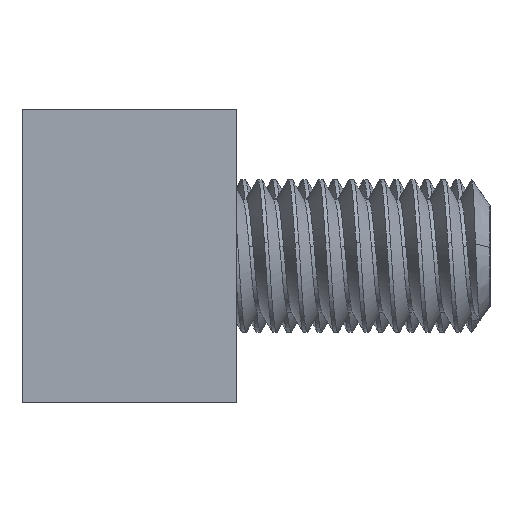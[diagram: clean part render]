
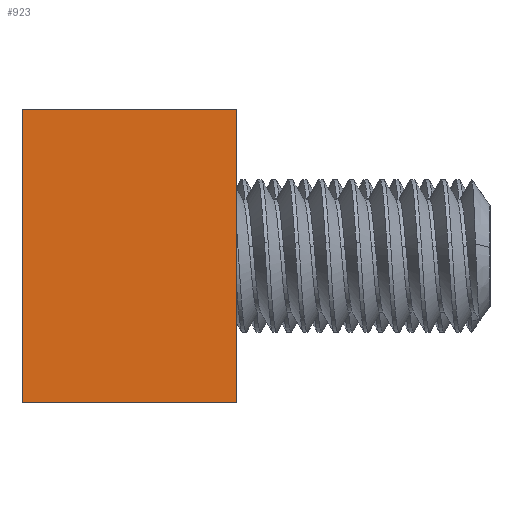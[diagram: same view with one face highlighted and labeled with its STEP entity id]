
A CAD part, left-side view. The second image highlights one B-rep face of the part: STEP entity #923.
In plain terms, the highlighted planar face has unit normal (-1, 0, 0).
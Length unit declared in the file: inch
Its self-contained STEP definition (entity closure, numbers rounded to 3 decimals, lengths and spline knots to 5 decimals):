
#3 = CARTESIAN_POINT ( 'NONE',  ( 0., -0.175, -0.23996 ) ) ;
#69 = DIRECTION ( 'NONE',  ( -1., 0., 0. ) ) ;
#165 = LINE ( 'NONE', #519, #1667 ) ;
#227 = DIRECTION ( 'NONE',  ( 0., 1., 0. ) ) ;
#307 = CARTESIAN_POINT ( 'NONE',  ( 0., 0.175, 0.23996 ) ) ;
#492 = VERTEX_POINT ( 'NONE', #2003 ) ;
#493 = EDGE_LOOP ( 'NONE', ( #1075, #1981, #2321, #2771 ) ) ;
#519 = CARTESIAN_POINT ( 'NONE',  ( 0., -0.175, -0.23996 ) ) ;
#690 = LINE ( 'NONE', #986, #2982 ) ;
#923 = ADVANCED_FACE ( 'NONE', ( #1776 ), #3349, .T. ) ;
#986 = CARTESIAN_POINT ( 'NONE',  ( 0., -0.175, 0.23996 ) ) ;
#1075 = ORIENTED_EDGE ( 'NONE', *, *, #2783, .T. ) ;
#1096 = CARTESIAN_POINT ( 'NONE',  ( 0., -0.175, 0.23996 ) ) ;
#1240 = VERTEX_POINT ( 'NONE', #3 ) ;
#1251 = VECTOR ( 'NONE', #227, 39.37008 ) ;
#1279 = DIRECTION ( 'NONE',  ( 0., 0., -1. ) ) ;
#1574 = EDGE_CURVE ( 'NONE', #1240, #2581, #165, .T. ) ;
#1667 = VECTOR ( 'NONE', #1994, 39.37008 ) ;
#1776 = FACE_OUTER_BOUND ( 'NONE', #493, .T. ) ;
#1981 = ORIENTED_EDGE ( 'NONE', *, *, #2964, .T. ) ;
#1994 = DIRECTION ( 'NONE',  ( 0., 1., 0. ) ) ;
#2003 = CARTESIAN_POINT ( 'NONE',  ( 0., 0.175, 0.23996 ) ) ;
#2100 = DIRECTION ( 'NONE',  ( 0., 0., -1. ) ) ;
#2157 = DIRECTION ( 'NONE',  ( 0., 0., 1. ) ) ;
#2161 = AXIS2_PLACEMENT_3D ( 'NONE', #3653, #69, #2157 ) ;
#2221 = CARTESIAN_POINT ( 'NONE',  ( 0., 0.175, -0.23996 ) ) ;
#2321 = ORIENTED_EDGE ( 'NONE', *, *, #1574, .F. ) ;
#2554 = LINE ( 'NONE', #307, #3346 ) ;
#2581 = VERTEX_POINT ( 'NONE', #2221 ) ;
#2742 = VERTEX_POINT ( 'NONE', #1096 ) ;
#2771 = ORIENTED_EDGE ( 'NONE', *, *, #3116, .F. ) ;
#2783 = EDGE_CURVE ( 'NONE', #2742, #492, #2939, .T. ) ;
#2939 = LINE ( 'NONE', #3799, #1251 ) ;
#2964 = EDGE_CURVE ( 'NONE', #492, #2581, #2554, .T. ) ;
#2982 = VECTOR ( 'NONE', #1279, 39.37008 ) ;
#3116 = EDGE_CURVE ( 'NONE', #2742, #1240, #690, .T. ) ;
#3346 = VECTOR ( 'NONE', #2100, 39.37008 ) ;
#3349 = PLANE ( 'NONE',  #2161 ) ;
#3653 = CARTESIAN_POINT ( 'NONE',  ( 0., 0., 0. ) ) ;
#3799 = CARTESIAN_POINT ( 'NONE',  ( 0., -0.175, 0.23996 ) ) ;
